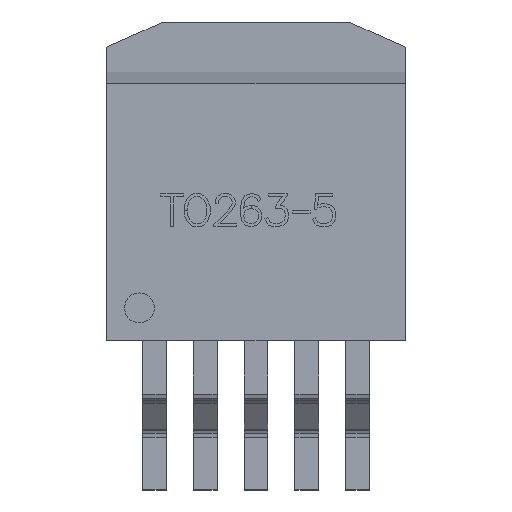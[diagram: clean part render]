
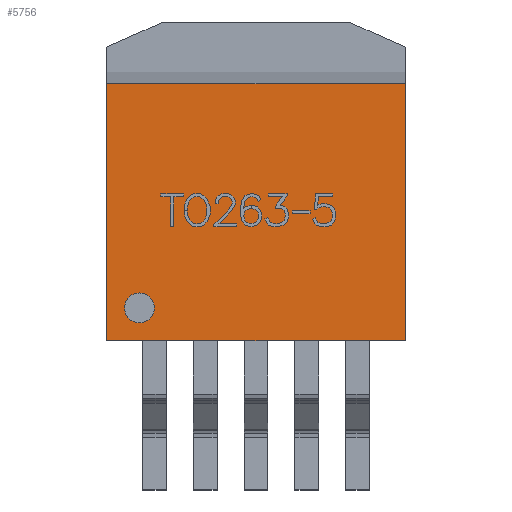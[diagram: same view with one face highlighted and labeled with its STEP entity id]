
A CAD part, top view. The second image highlights one B-rep face of the part: STEP entity #5756.
In plain terms, the highlighted face is planar.
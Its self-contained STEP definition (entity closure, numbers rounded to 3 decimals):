
#533=FACE_OUTER_BOUND('',#828,.T.);
#828=EDGE_LOOP('',(#4875,#4876,#4877,#4878));
#1481=LINE('',#9210,#2248);
#1483=LINE('',#9214,#2250);
#1486=LINE('',#9219,#2253);
#1487=LINE('',#9221,#2254);
#2248=VECTOR('',#7490,1000.);
#2250=VECTOR('',#7494,1000.);
#2253=VECTOR('',#7499,1000.);
#2254=VECTOR('',#7502,1000.);
#2828=VERTEX_POINT('',#9207);
#2829=VERTEX_POINT('',#9209);
#2830=VERTEX_POINT('',#9213);
#2831=VERTEX_POINT('',#9217);
#3531=EDGE_CURVE('',#2829,#2828,#1481,.T.);
#3533=EDGE_CURVE('',#2830,#2828,#1483,.T.);
#3536=EDGE_CURVE('',#2831,#2830,#1486,.T.);
#3537=EDGE_CURVE('',#2829,#2831,#1487,.T.);
#4875=ORIENTED_EDGE('',*,*,#3537,.F.);
#4876=ORIENTED_EDGE('',*,*,#3531,.T.);
#4877=ORIENTED_EDGE('',*,*,#3533,.F.);
#4878=ORIENTED_EDGE('',*,*,#3536,.F.);
#5465=PLANE('',#6283);
#5756=ADVANCED_FACE('',(#533),#5465,.T.);
#6283=AXIS2_PLACEMENT_3D('',#9222,#7503,#7504);
#7490=DIRECTION('',(0.,1.,0.));
#7494=DIRECTION('',(0.,0.,-1.));
#7499=DIRECTION('',(0.,1.,0.));
#7502=DIRECTION('',(0.,0.,1.));
#7503=DIRECTION('center_axis',(1.,0.,0.));
#7504=DIRECTION('ref_axis',(0.,0.,-1.));
#9207=CARTESIAN_POINT('',(1.575,4.11,0.));
#9209=CARTESIAN_POINT('',(1.575,-4.5,0.));
#9210=CARTESIAN_POINT('',(1.575,-4.5,0.));
#9213=CARTESIAN_POINT('',(1.575,4.11,10.));
#9214=CARTESIAN_POINT('',(1.575,4.11,0.));
#9217=CARTESIAN_POINT('',(1.575,-4.5,10.));
#9219=CARTESIAN_POINT('',(1.575,-4.5,10.));
#9221=CARTESIAN_POINT('',(1.575,-4.5,0.));
#9222=CARTESIAN_POINT('Origin',(1.575,4.11,0.));
